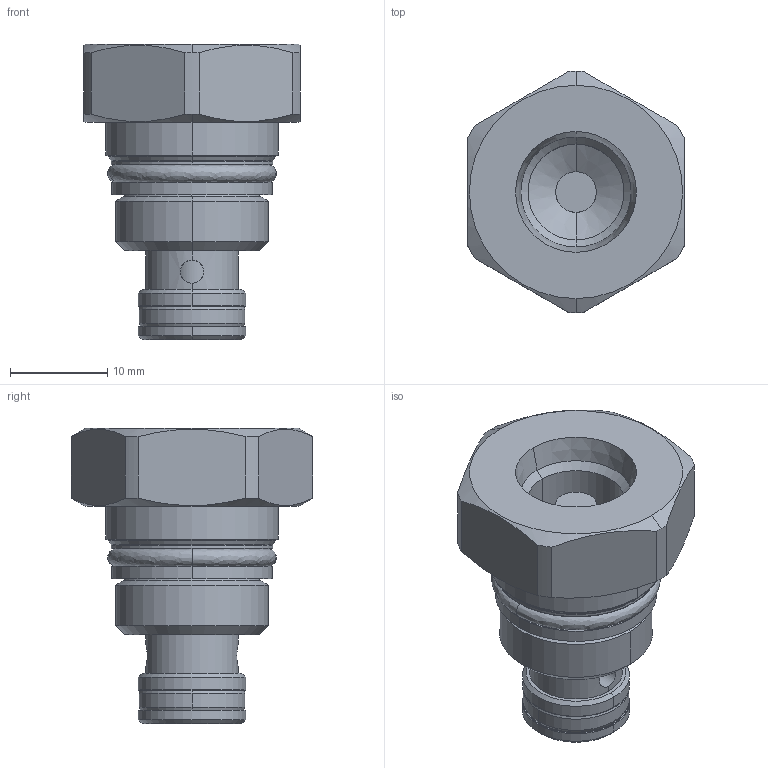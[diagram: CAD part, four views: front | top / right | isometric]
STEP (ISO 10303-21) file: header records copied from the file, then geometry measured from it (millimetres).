
FILE_DESCRIPTION((''),'2;1');
FILE_NAME('XACCEXN_SW','2023-07-24T07:47:19',('SigMax'),(''),'CREO PARAMETRIC BY PTC INC, 2021072','CREO PARAMETRIC BY PTC INC, 2021072','');
FILE_SCHEMA(('AUTOMOTIVE_DESIGN { 1 0 10303 214 1 1 1 1 }'));
Length unit declared in the file: inch
Products named in the file (1): XACCEXN_SW
Bounding box: 22.23 x 24.84 x 30.35 mm (x, y, z)
Volume: 5786.8 mm3; surface area: 3707.7 mm2
Topology: 2 solids, 2 shells, 112 faces, 246 edges, 148 vertices
Faces by surface type: cylinder 40, torus 24, cone 24, plane 20, revolution 4
Entity records: 4540 total; most frequent: CARTESIAN_POINT 1104, DIRECTION 578, ORIENTED_EDGE 492, AXIS2_PLACEMENT_3D 252, EDGE_CURVE 246, VERTEX_POINT 148, CIRCLE 144, EDGE_LOOP 124
